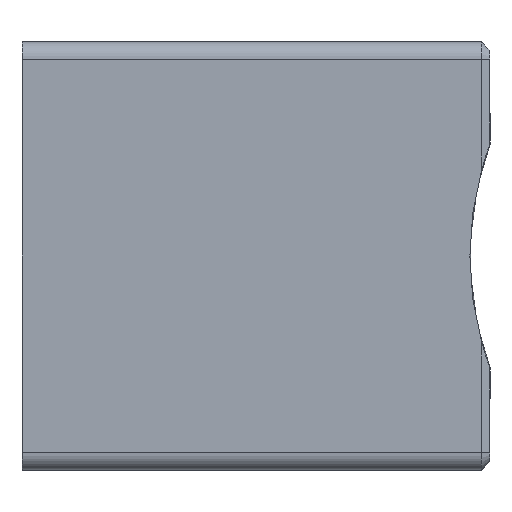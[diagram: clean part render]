
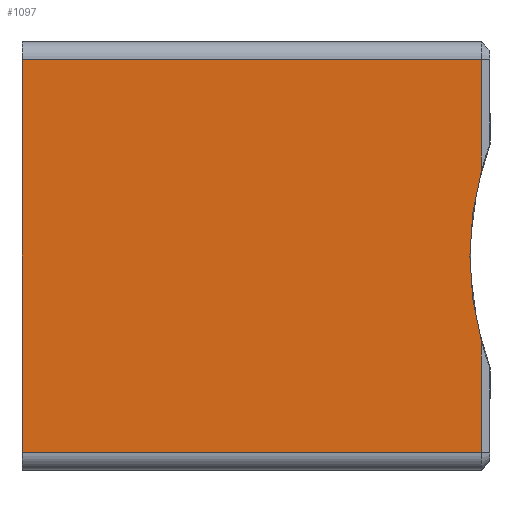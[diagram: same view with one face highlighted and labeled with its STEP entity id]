
A CAD part, left-side view. The second image highlights one B-rep face of the part: STEP entity #1097.
In plain terms, the highlighted planar face has unit normal (-1, 0, 0).
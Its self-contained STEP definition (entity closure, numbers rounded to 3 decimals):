
#71=CIRCLE('',#1187,18.);
#111=FACE_OUTER_BOUND('',#170,.T.);
#170=EDGE_LOOP('',(#800,#801,#802,#803,#804,#805));
#255=LINE('',#1686,#383);
#256=LINE('',#1688,#384);
#257=LINE('',#1690,#385);
#258=LINE('',#1692,#386);
#259=LINE('',#1693,#387);
#383=VECTOR('',#1342,10.);
#384=VECTOR('',#1343,10.);
#385=VECTOR('',#1344,10.);
#386=VECTOR('',#1345,10.);
#387=VECTOR('',#1346,10.);
#506=VERTEX_POINT('',#1673);
#510=VERTEX_POINT('',#1681);
#511=VERTEX_POINT('',#1685);
#512=VERTEX_POINT('',#1687);
#513=VERTEX_POINT('',#1689);
#514=VERTEX_POINT('',#1691);
#624=EDGE_CURVE('',#506,#510,#71,.T.);
#625=EDGE_CURVE('',#511,#510,#255,.T.);
#626=EDGE_CURVE('',#512,#511,#256,.T.);
#627=EDGE_CURVE('',#513,#512,#257,.T.);
#628=EDGE_CURVE('',#514,#513,#258,.T.);
#629=EDGE_CURVE('',#506,#514,#259,.T.);
#800=ORIENTED_EDGE('',*,*,#624,.T.);
#801=ORIENTED_EDGE('',*,*,#625,.F.);
#802=ORIENTED_EDGE('',*,*,#626,.F.);
#803=ORIENTED_EDGE('',*,*,#627,.F.);
#804=ORIENTED_EDGE('',*,*,#628,.F.);
#805=ORIENTED_EDGE('',*,*,#629,.F.);
#1047=PLANE('',#1188);
#1097=ADVANCED_FACE('',(#111),#1047,.T.);
#1187=AXIS2_PLACEMENT_3D('',#1683,#1338,#1339);
#1188=AXIS2_PLACEMENT_3D('',#1684,#1340,#1341);
#1338=DIRECTION('center_axis',(1.,0.,0.));
#1339=DIRECTION('ref_axis',(0.,0.,-1.));
#1340=DIRECTION('center_axis',(-1.,0.,0.));
#1341=DIRECTION('ref_axis',(0.,0.,1.));
#1342=DIRECTION('',(0.,0.,-1.));
#1343=DIRECTION('',(0.,-1.,0.));
#1344=DIRECTION('',(0.,0.,1.));
#1345=DIRECTION('',(0.,1.,0.));
#1346=DIRECTION('',(0.,0.,-1.));
#1673=CARTESIAN_POINT('',(-6.6,-4.5,-4.698));
#1681=CARTESIAN_POINT('',(-6.6,-4.5,4.698));
#1683=CARTESIAN_POINT('Origin',(-6.6,-21.876,0.));
#1684=CARTESIAN_POINT('Origin',(-6.6,0.,-12.));
#1685=CARTESIAN_POINT('',(-6.6,-4.5,11.));
#1686=CARTESIAN_POINT('',(-6.6,-4.5,-2.));
#1687=CARTESIAN_POINT('',(-6.6,21.2,11.));
#1688=CARTESIAN_POINT('',(-6.6,0.,11.));
#1689=CARTESIAN_POINT('',(-6.6,21.2,-11.));
#1690=CARTESIAN_POINT('',(-6.6,21.2,12.));
#1691=CARTESIAN_POINT('',(-6.6,-4.5,-11.));
#1692=CARTESIAN_POINT('',(-6.6,0.,-11.));
#1693=CARTESIAN_POINT('',(-6.6,-4.5,-2.));
